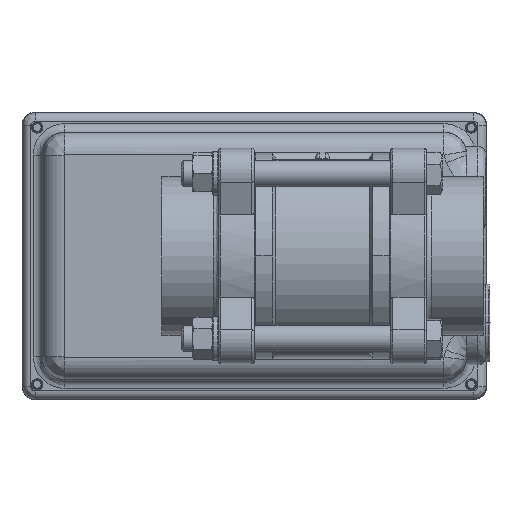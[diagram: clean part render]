
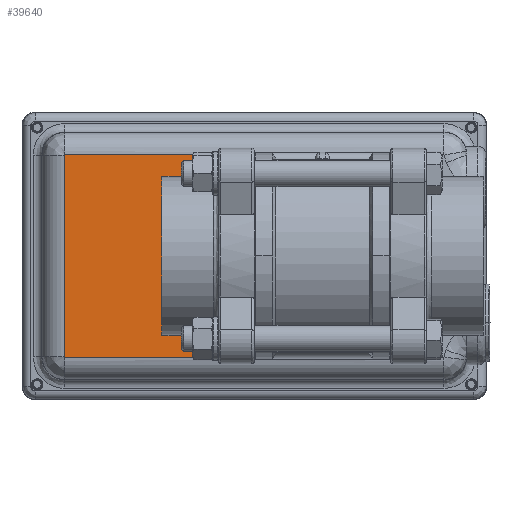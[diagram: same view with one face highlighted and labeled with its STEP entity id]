
A CAD part, front view. The second image highlights one B-rep face of the part: STEP entity #39640.
In plain terms, the highlighted planar face has unit normal (0, -1, 0).
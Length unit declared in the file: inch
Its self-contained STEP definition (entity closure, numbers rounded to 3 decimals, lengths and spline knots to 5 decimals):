
#761 = CARTESIAN_POINT ( 'NONE',  ( -1.37106, 2.96449, 1.50074 ) ) ;
#1089 = CARTESIAN_POINT ( 'NONE',  ( -1.55076, 2.96449, 1.18697 ) ) ;
#1877 = VERTEX_POINT ( 'NONE', #50479 ) ;
#2453 = CARTESIAN_POINT ( 'NONE',  ( -3.82574, 2.96449, -1.49945 ) ) ;
#3143 = PLANE ( 'NONE',  #44109 ) ;
#3721 = CARTESIAN_POINT ( 'NONE',  ( -1.55076, 2.96449, -1.18703 ) ) ;
#3742 = CARTESIAN_POINT ( 'NONE',  ( -1.55076, 2.96449, 1.31915 ) ) ;
#4283 = DIRECTION ( 'NONE',  ( 0., 0., 1. ) ) ;
#4369 = FACE_OUTER_BOUND ( 'NONE', #26041, .T. ) ;
#5096 = EDGE_CURVE ( 'NONE', #12640, #48281, #15476, .T. ) ;
#5267 = DIRECTION ( 'NONE',  ( 0., 0., -1. ) ) ;
#6820 = CARTESIAN_POINT ( 'NONE',  ( -3.82438, 2.96449, -1.5008 ) ) ;
#6966 = CARTESIAN_POINT ( 'NONE',  ( -3.82247, 2.96449, 1.50074 ) ) ;
#9841 = VECTOR ( 'NONE', #5267, 39.37008 ) ;
#10149 = EDGE_CURVE ( 'NONE', #11207, #31937, #23222, .T. ) ;
#11113 = CARTESIAN_POINT ( 'NONE',  ( -3.82574, 2.96449, -1.49753 ) ) ;
#11207 = VERTEX_POINT ( 'NONE', #41576 ) ;
#12554 = CARTESIAN_POINT ( 'NONE',  ( -1.37106, 2.96449, -1.5008 ) ) ;
#12640 = VERTEX_POINT ( 'NONE', #47081 ) ;
#14540 = CARTESIAN_POINT ( 'NONE',  ( 1.80253, 2.96449, 1.50074 ) ) ;
#15476 =( BOUNDED_CURVE ( )  B_SPLINE_CURVE ( 3, ( #37061, #6820, #2453, #11113 ),
 .UNSPECIFIED., .F., .F. ) 
 B_SPLINE_CURVE_WITH_KNOTS ( ( 4, 4 ),
 ( 0., 1. ),
 .UNSPECIFIED. ) 
 CURVE ( )  GEOMETRIC_REPRESENTATION_ITEM ( )  RATIONAL_B_SPLINE_CURVE ( ( 1., 0.805, 0.805, 1. ) ) 
 REPRESENTATION_ITEM ( '' )  );
#16122 = DIRECTION ( 'NONE',  ( -1., 0., -0.015 ) ) ;
#18726 = EDGE_CURVE ( 'NONE', #31937, #47113, #19282, .T. ) ;
#19220 = VECTOR ( 'NONE', #4283, 39.37008 ) ;
#19282 =( BOUNDED_CURVE ( )  B_SPLINE_CURVE ( 3, ( #55597, #25230, #3742, #33976 ),
 .UNSPECIFIED., .F., .T. ) 
 B_SPLINE_CURVE_WITH_KNOTS ( ( 4, 4 ),
 ( 0., 1. ),
 .UNSPECIFIED. ) 
 CURVE ( )  GEOMETRIC_REPRESENTATION_ITEM ( )  RATIONAL_B_SPLINE_CURVE ( ( 1., 0.912, 0.912, 1. ) ) 
 REPRESENTATION_ITEM ( '' )  );
#19410 = CARTESIAN_POINT ( 'NONE',  ( -3.82574, 2.96449, -1.49753 ) ) ;
#19918 = LINE ( 'NONE', #1089, #9841 ) ;
#23222 = LINE ( 'NONE', #14540, #44934 ) ;
#23532 = CARTESIAN_POINT ( 'NONE',  ( -1.55076, 2.96449, 1.18697 ) ) ;
#24488 =( BOUNDED_CURVE ( )  B_SPLINE_CURVE ( 3, ( #3721, #55757, #38503, #12554 ),
 .UNSPECIFIED., .F., .F. ) 
 B_SPLINE_CURVE_WITH_KNOTS ( ( 4, 4 ),
 ( 0., 1. ),
 .UNSPECIFIED. ) 
 CURVE ( )  GEOMETRIC_REPRESENTATION_ITEM ( )  RATIONAL_B_SPLINE_CURVE ( ( 1., 0.912, 0.912, 1. ) ) 
 REPRESENTATION_ITEM ( '' )  );
#25230 = CARTESIAN_POINT ( 'NONE',  ( -1.48507, 2.96449, 1.43385 ) ) ;
#25670 = EDGE_CURVE ( 'NONE', #48281, #54475, #30781, .T. ) ;
#26041 = EDGE_LOOP ( 'NONE', ( #30730, #42474, #48717, #39005, #48582, #43866, #52353, #34484 ) ) ;
#26841 = DIRECTION ( 'NONE',  ( 1., 0., 0. ) ) ;
#30730 = ORIENTED_EDGE ( 'NONE', *, *, #18726, .F. ) ;
#30781 = LINE ( 'NONE', #56148, #19220 ) ;
#31937 = VERTEX_POINT ( 'NONE', #761 ) ;
#32880 = CARTESIAN_POINT ( 'NONE',  ( -3.82438, 2.96449, 1.50074 ) ) ;
#33284 =( BOUNDED_CURVE ( )  B_SPLINE_CURVE ( 3, ( #54473, #41373, #32880, #6966 ),
 .UNSPECIFIED., .F., .F. ) 
 B_SPLINE_CURVE_WITH_KNOTS ( ( 4, 4 ),
 ( 0., 1. ),
 .UNSPECIFIED. ) 
 CURVE ( )  GEOMETRIC_REPRESENTATION_ITEM ( )  RATIONAL_B_SPLINE_CURVE ( ( 1., 0.805, 0.805, 1. ) ) 
 REPRESENTATION_ITEM ( '' )  );
#33976 = CARTESIAN_POINT ( 'NONE',  ( -1.55076, 2.96449, 1.18697 ) ) ;
#34484 = ORIENTED_EDGE ( 'NONE', *, *, #51796, .F. ) ;
#34723 = DIRECTION ( 'NONE',  ( -1., 0., 0. ) ) ;
#37061 = CARTESIAN_POINT ( 'NONE',  ( -3.82247, 2.96449, -1.5008 ) ) ;
#37094 = EDGE_CURVE ( 'NONE', #55710, #12640, #51225, .T. ) ;
#38503 = CARTESIAN_POINT ( 'NONE',  ( -1.48507, 2.96449, -1.43391 ) ) ;
#38523 = CARTESIAN_POINT ( 'NONE',  ( 0.00003, 2.96449, -1.5008 ) ) ;
#38570 = CARTESIAN_POINT ( 'NONE',  ( -1.37106, 2.96449, -1.5008 ) ) ;
#39005 = ORIENTED_EDGE ( 'NONE', *, *, #25670, .F. ) ;
#39640 = ADVANCED_FACE ( 'NONE', ( #4369 ), #3143, .F. ) ;
#39683 = VECTOR ( 'NONE', #34723, 39.37008 ) ;
#41373 = CARTESIAN_POINT ( 'NONE',  ( -3.82574, 2.96449, 1.49938 ) ) ;
#41576 = CARTESIAN_POINT ( 'NONE',  ( -3.82247, 2.96449, 1.50074 ) ) ;
#42076 = DIRECTION ( 'NONE',  ( 0., 1., 0. ) ) ;
#42474 = ORIENTED_EDGE ( 'NONE', *, *, #10149, .F. ) ;
#43866 = ORIENTED_EDGE ( 'NONE', *, *, #37094, .F. ) ;
#44109 = AXIS2_PLACEMENT_3D ( 'NONE', #54992, #42076, #16122 ) ;
#44727 = EDGE_CURVE ( 'NONE', #54475, #11207, #33284, .T. ) ;
#44934 = VECTOR ( 'NONE', #26841, 39.37008 ) ;
#47081 = CARTESIAN_POINT ( 'NONE',  ( -3.82247, 2.96449, -1.5008 ) ) ;
#47113 = VERTEX_POINT ( 'NONE', #23532 ) ;
#48281 = VERTEX_POINT ( 'NONE', #19410 ) ;
#48582 = ORIENTED_EDGE ( 'NONE', *, *, #5096, .F. ) ;
#48717 = ORIENTED_EDGE ( 'NONE', *, *, #44727, .F. ) ;
#48811 = EDGE_CURVE ( 'NONE', #1877, #55710, #24488, .T. ) ;
#50479 = CARTESIAN_POINT ( 'NONE',  ( -1.55076, 2.96449, -1.18703 ) ) ;
#51225 = LINE ( 'NONE', #38523, #39683 ) ;
#51796 = EDGE_CURVE ( 'NONE', #47113, #1877, #19918, .T. ) ;
#52353 = ORIENTED_EDGE ( 'NONE', *, *, #48811, .F. ) ;
#54473 = CARTESIAN_POINT ( 'NONE',  ( -3.82574, 2.96449, 1.49747 ) ) ;
#54475 = VERTEX_POINT ( 'NONE', #55027 ) ;
#54992 = CARTESIAN_POINT ( 'NONE',  ( 1.80253, 2.96449, -1.49753 ) ) ;
#55027 = CARTESIAN_POINT ( 'NONE',  ( -3.82574, 2.96449, 1.49747 ) ) ;
#55597 = CARTESIAN_POINT ( 'NONE',  ( -1.37106, 2.96449, 1.50074 ) ) ;
#55710 = VERTEX_POINT ( 'NONE', #38570 ) ;
#55757 = CARTESIAN_POINT ( 'NONE',  ( -1.55076, 2.96449, -1.31921 ) ) ;
#56148 = CARTESIAN_POINT ( 'NONE',  ( -3.82574, 2.96449, -0.00003 ) ) ;
